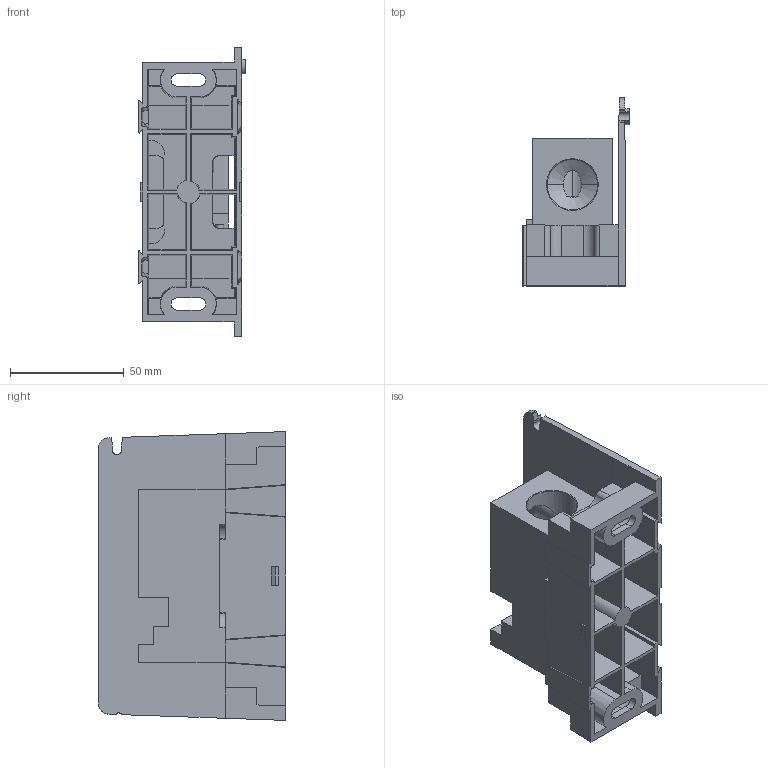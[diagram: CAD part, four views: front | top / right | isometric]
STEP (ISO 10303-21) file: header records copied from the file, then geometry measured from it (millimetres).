
FILE_DESCRIPTION (( 'STEP AP214' ), '1' );
FILE_NAME ('701952rev-ADDER.STEP', '2015-06-18T17:51:03', ( '' ), ( '' ), 'SwSTEP 2.0', 'SolidWorks 2014', '' );
FILE_SCHEMA (( 'AUTOMOTIVE_DESIGN' ));
Length unit declared in the file: inch
Products named in the file (1): 701952rev-ADDER
Bounding box: 46.93 x 82.55 x 127.01 mm (x, y, z)
Surface area: 62639.5 mm2 (no closed solid volume)
Topology: 0 solids, 2 shells, 356 faces, 1224 edges, 828 vertices
Faces by surface type: plane 141, cylinder 139, cone 76
Entity records: 22805 total; most frequent: CARTESIAN_POINT 7929, ORIENTED_EDGE 2233, DIRECTION 1921, EDGE_CURVE 1224, VERTEX_POINT 828, LINE 697, VECTOR 697, AXIS2_PLACEMENT_3D 612
